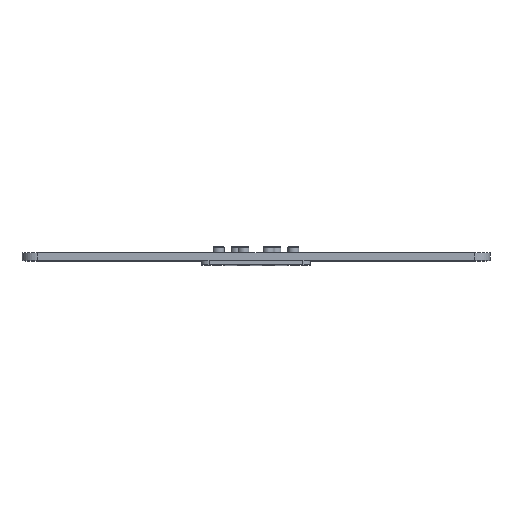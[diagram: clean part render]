
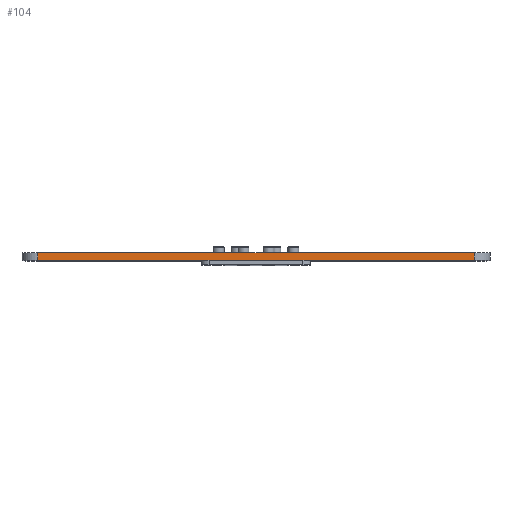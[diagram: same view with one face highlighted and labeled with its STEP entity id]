
A CAD part, top view. The second image highlights one B-rep face of the part: STEP entity #104.
In plain terms, the highlighted planar face has unit normal (0, 0, 1).
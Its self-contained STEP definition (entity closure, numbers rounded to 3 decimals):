
#104 = ADVANCED_FACE ( 'NONE', ( #4355 ), #449, .F. ) ;
#214 = LINE ( 'NONE', #1973, #3132 ) ;
#423 = VERTEX_POINT ( 'NONE', #1905 ) ;
#449 = PLANE ( 'NONE',  #4927 ) ;
#498 = DIRECTION ( 'NONE',  ( 0., 0., -1. ) ) ;
#642 = ORIENTED_EDGE ( 'NONE', *, *, #4677, .F. ) ;
#696 = VECTOR ( 'NONE', #2825, 1000. ) ;
#932 = ORIENTED_EDGE ( 'NONE', *, *, #1218, .T. ) ;
#1079 = CARTESIAN_POINT ( 'NONE',  ( -140., 0., 122.5 ) ) ;
#1218 = EDGE_CURVE ( 'NONE', #2616, #4850, #3929, .T. ) ;
#1415 = CARTESIAN_POINT ( 'NONE',  ( 140., 5., 122.5 ) ) ;
#1905 = CARTESIAN_POINT ( 'NONE',  ( 140., 5., 122.5 ) ) ;
#1928 = DIRECTION ( 'NONE',  ( 0., -1., 0. ) ) ;
#1973 = CARTESIAN_POINT ( 'NONE',  ( -140., 5., 122.5 ) ) ;
#2042 = DIRECTION ( 'NONE',  ( 1., 0., 0. ) ) ;
#2299 = VECTOR ( 'NONE', #2042, 1000. ) ;
#2616 = VERTEX_POINT ( 'NONE', #1079 ) ;
#2731 = CARTESIAN_POINT ( 'NONE',  ( -150., 5., 122.5 ) ) ;
#2825 = DIRECTION ( 'NONE',  ( 1., 0., 0. ) ) ;
#2858 = LINE ( 'NONE', #1415, #6590 ) ;
#2870 = DIRECTION ( 'NONE',  ( -1., 0., 0. ) ) ;
#3101 = EDGE_CURVE ( 'NONE', #3720, #423, #4908, .T. ) ;
#3132 = VECTOR ( 'NONE', #4287, 1000. ) ;
#3209 = CARTESIAN_POINT ( 'NONE',  ( -140., 5., 122.5 ) ) ;
#3720 = VERTEX_POINT ( 'NONE', #3209 ) ;
#3891 = ORIENTED_EDGE ( 'NONE', *, *, #3101, .F. ) ;
#3929 = LINE ( 'NONE', #5481, #2299 ) ;
#4287 = DIRECTION ( 'NONE',  ( 0., 1., 0. ) ) ;
#4355 = FACE_OUTER_BOUND ( 'NONE', #5155, .T. ) ;
#4677 = EDGE_CURVE ( 'NONE', #423, #4850, #2858, .T. ) ;
#4850 = VERTEX_POINT ( 'NONE', #6874 ) ;
#4908 = LINE ( 'NONE', #2731, #696 ) ;
#4927 = AXIS2_PLACEMENT_3D ( 'NONE', #6775, #498, #2870 ) ;
#5090 = EDGE_CURVE ( 'NONE', #2616, #3720, #214, .T. ) ;
#5155 = EDGE_LOOP ( 'NONE', ( #5935, #932, #642, #3891 ) ) ;
#5481 = CARTESIAN_POINT ( 'NONE',  ( 0., 0., 122.5 ) ) ;
#5935 = ORIENTED_EDGE ( 'NONE', *, *, #5090, .F. ) ;
#6590 = VECTOR ( 'NONE', #1928, 1000. ) ;
#6775 = CARTESIAN_POINT ( 'NONE',  ( -150., 5., 122.5 ) ) ;
#6874 = CARTESIAN_POINT ( 'NONE',  ( 140., 0., 122.5 ) ) ;
